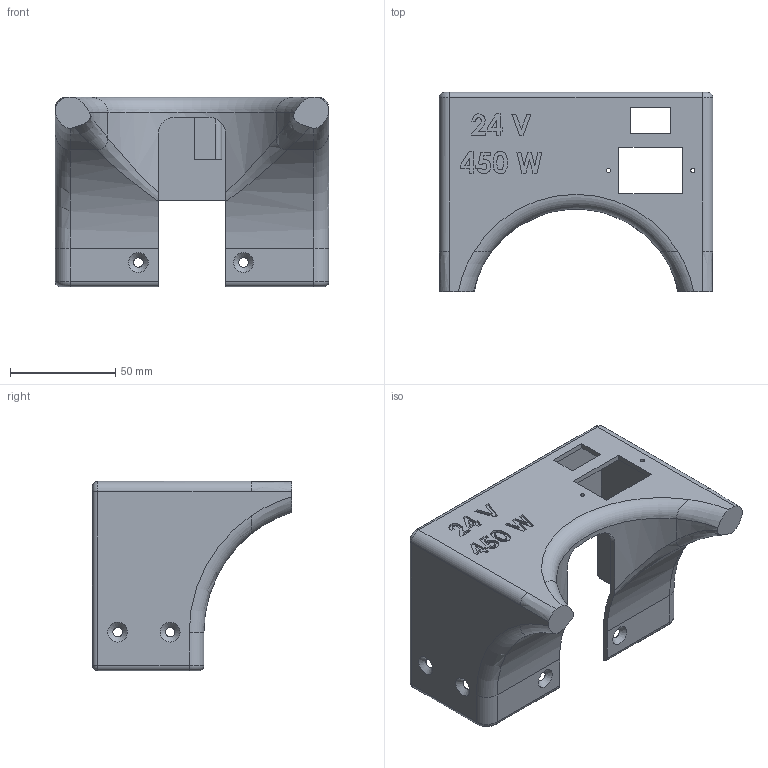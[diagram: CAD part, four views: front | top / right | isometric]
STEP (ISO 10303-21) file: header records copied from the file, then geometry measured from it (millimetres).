
FILE_DESCRIPTION (( 'STEP AP214' ), '1' );
FILE_NAME ('SE45024HCD_FRONT.STEP', '2016-01-21T00:47:53', ( '' ), ( '' ), 'SwSTEP 2.0', 'SolidWorks 2015', '' );
FILE_SCHEMA (( 'AUTOMOTIVE_DESIGN' ));
Length unit declared in the file: millimetre
Products named in the file (1): SE45024HCD_FRONT
Bounding box: 130 x 94.7 x 90 mm (x, y, z)
Volume: 96909.1 mm3; surface area: 72239.7 mm2
Topology: 1 solids, 1 shells, 428 faces, 1183 edges, 776 vertices
Faces by surface type: plane 211, bspline 154, cylinder 43, torus 10, cone 6, sphere 4
Full cylindrical faces by diameter (mm): 2 x2, 4.5 x6
Entity records: 20928 total; most frequent: CARTESIAN_POINT 11162, ORIENTED_EDGE 2314, DIRECTION 1439, EDGE_CURVE 1157, VERTEX_POINT 770, LINE 723, VECTOR 723, EDGE_LOOP 487
